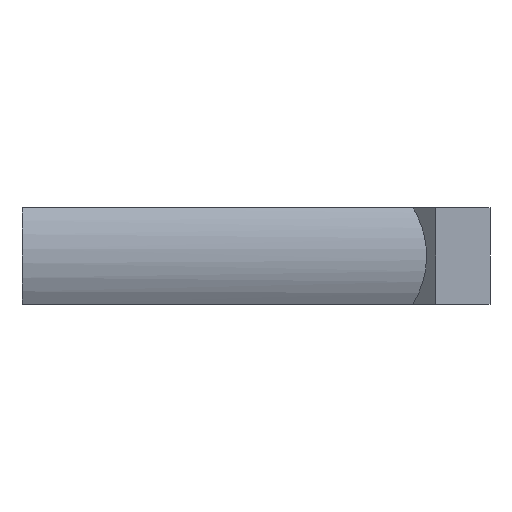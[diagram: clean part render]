
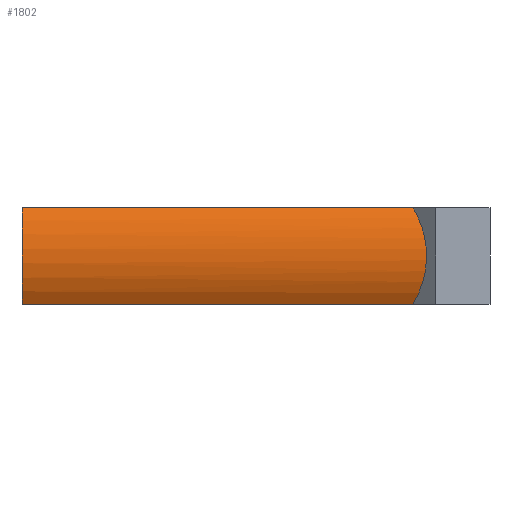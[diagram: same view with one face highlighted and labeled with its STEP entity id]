
A CAD part, left-side view. The second image highlights one B-rep face of the part: STEP entity #1802.
In plain terms, the highlighted cylindrical face has radius 11.75 mm (diameter 23.5 mm), a partial arc.
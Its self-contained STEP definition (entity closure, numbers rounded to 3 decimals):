
#332 = DIRECTION ( 'NONE',  ( 0., 0., 1. ) ) ;
#361 = LINE ( 'NONE', #2343, #3202 ) ;
#402 = ORIENTED_EDGE ( 'NONE', *, *, #3163, .F. ) ;
#483 = VERTEX_POINT ( 'NONE', #846 ) ;
#730 = CARTESIAN_POINT ( 'NONE',  ( -21., 19., 6.25 ) ) ;
#842 = CARTESIAN_POINT ( 'NONE',  ( -11.05, 19., 0. ) ) ;
#846 = CARTESIAN_POINT ( 'NONE',  ( -21., 19., -6.25 ) ) ;
#884 = CARTESIAN_POINT ( 'NONE',  ( -23.468, -33.968, -2.32 ) ) ;
#1094 = EDGE_CURVE ( 'NONE', #2463, #483, #2855, .T. ) ;
#1112 = DIRECTION ( 'NONE',  ( 0., 0., 1. ) ) ;
#1130 =( BOUNDED_CURVE ( )  B_SPLINE_CURVE ( 3, ( #2705, #884, #3184, #1695 ),
 .UNSPECIFIED., .F., .T. ) 
 B_SPLINE_CURVE_WITH_KNOTS ( ( 4, 4 ),
 ( 2.581, 3.702 ),
 .UNSPECIFIED. ) 
 CURVE ( )  GEOMETRIC_REPRESENTATION_ITEM ( )  RATIONAL_B_SPLINE_CURVE ( ( 1., 0.898, 0.898, 1. ) ) 
 REPRESENTATION_ITEM ( '' )  );
#1134 = CARTESIAN_POINT ( 'NONE',  ( -21., -31.5, -6.25 ) ) ;
#1151 = DIRECTION ( 'NONE',  ( 0., 1., 0. ) ) ;
#1380 = LINE ( 'NONE', #3178, #1462 ) ;
#1462 = VECTOR ( 'NONE', #2938, 1000. ) ;
#1695 = CARTESIAN_POINT ( 'NONE',  ( -21., -31.5, 6.25 ) ) ;
#1802 = ADVANCED_FACE ( 'NONE', ( #1827 ), #2424, .T. ) ;
#1827 = FACE_OUTER_BOUND ( 'NONE', #1944, .T. ) ;
#1847 = ORIENTED_EDGE ( 'NONE', *, *, #2203, .T. ) ;
#1944 = EDGE_LOOP ( 'NONE', ( #402, #2371, #1847, #2797 ) ) ;
#1945 = CARTESIAN_POINT ( 'NONE',  ( -11.05, -41.5, 0. ) ) ;
#1981 = VERTEX_POINT ( 'NONE', #2756 ) ;
#2203 = EDGE_CURVE ( 'NONE', #1981, #2463, #361, .T. ) ;
#2343 = CARTESIAN_POINT ( 'NONE',  ( -21., -41.5, 6.25 ) ) ;
#2371 = ORIENTED_EDGE ( 'NONE', *, *, #2779, .T. ) ;
#2424 = CYLINDRICAL_SURFACE ( 'NONE', #2531, 11.75 ) ;
#2463 = VERTEX_POINT ( 'NONE', #730 ) ;
#2531 = AXIS2_PLACEMENT_3D ( 'NONE', #1945, #1151, #332 ) ;
#2608 = DIRECTION ( 'NONE',  ( 0., 1., 0. ) ) ;
#2672 = DIRECTION ( 'NONE',  ( 0., -1., 0. ) ) ;
#2705 = CARTESIAN_POINT ( 'NONE',  ( -21., -31.5, -6.25 ) ) ;
#2756 = CARTESIAN_POINT ( 'NONE',  ( -21., -31.5, 6.25 ) ) ;
#2779 = EDGE_CURVE ( 'NONE', #3115, #1981, #1130, .T. ) ;
#2797 = ORIENTED_EDGE ( 'NONE', *, *, #1094, .T. ) ;
#2855 = CIRCLE ( 'NONE', #3047, 11.75 ) ;
#2938 = DIRECTION ( 'NONE',  ( 0., 1., 0. ) ) ;
#3047 = AXIS2_PLACEMENT_3D ( 'NONE', #842, #2672, #1112 ) ;
#3115 = VERTEX_POINT ( 'NONE', #1134 ) ;
#3163 = EDGE_CURVE ( 'NONE', #3115, #483, #1380, .T. ) ;
#3178 = CARTESIAN_POINT ( 'NONE',  ( -21., -41.5, -6.25 ) ) ;
#3184 = CARTESIAN_POINT ( 'NONE',  ( -23.468, -33.968, 2.32 ) ) ;
#3202 = VECTOR ( 'NONE', #2608, 1000. ) ;
